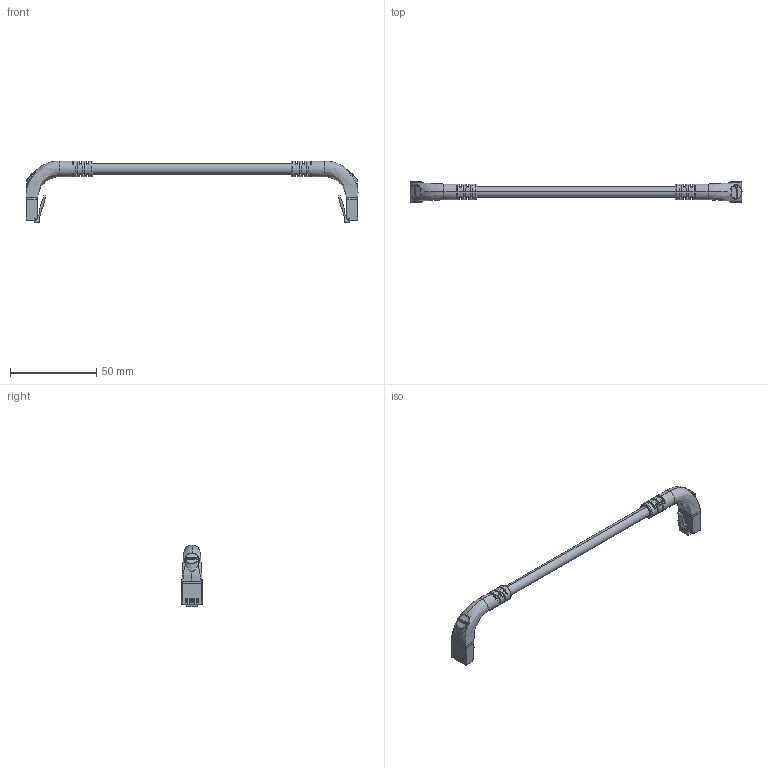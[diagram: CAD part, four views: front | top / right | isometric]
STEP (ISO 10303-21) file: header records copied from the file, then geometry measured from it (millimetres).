
FILE_DESCRIPTION (( 'STEP AP203' ), '1' );
FILE_NAME ('TRD695ZRA3.step', '2013-02-14T16:39:17', ( 'x' ), ( '' ), 'SwSTEP 2.0', 'SolidWorks 2012', '' );
FILE_SCHEMA (( 'CONFIG_CONTROL_DESIGN' ));
Length unit declared in the file: inch
Products named in the file (8): TRD695ZRA3; RA_RJ45_Version 2_with twisted pairs suppressed; MTN-441_with Global Connectivity logo; 1AG01-037; 1AD01-015-MA2; 1AD01-015-MA1_for assembly with molded boot; 1AG01-036; RA-RJ45-MA2_6" long
Assembly tree (8 placements, depth 3):
  TRD695ZRA3
    RA-RJ45-MA2_6" long
    RA_RJ45_Version 2_with twisted pairs suppressed  x2
      1AG01-036
      1AD01-015-MA1_for assembly with molded boot
      1AD01-015-MA2
      1AG01-037
      MTN-441_with Global Connectivity logo
Bounding box: 192.23 x 11.68 x 35.81 mm (x, y, z)
Volume: 6469.9 mm3; surface area: 15784.2 mm2
Topology: 11 solids, 11 shells, 976 faces, 2766 edges, 1754 vertices
Faces by surface type: plane 570, cylinder 244, bspline 86, sphere 34, torus 30, cone 12
Entity records: 18530 total; most frequent: CARTESIAN_POINT 5074, ORIENTED_EDGE 2744, DIRECTION 2493, EDGE_CURVE 1372, LINE 935, VECTOR 935, VERTEX_POINT 881, AXIS2_PLACEMENT_3D 779
